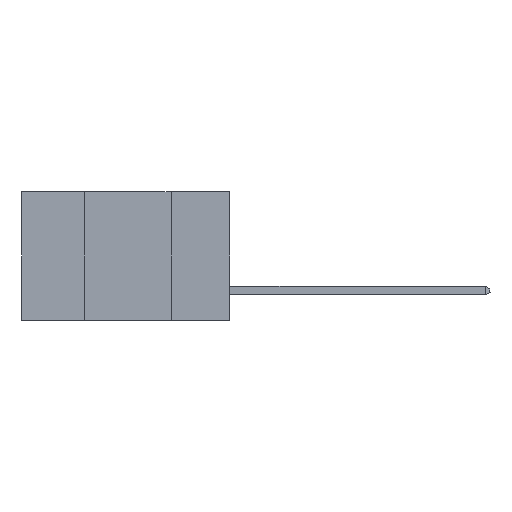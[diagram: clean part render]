
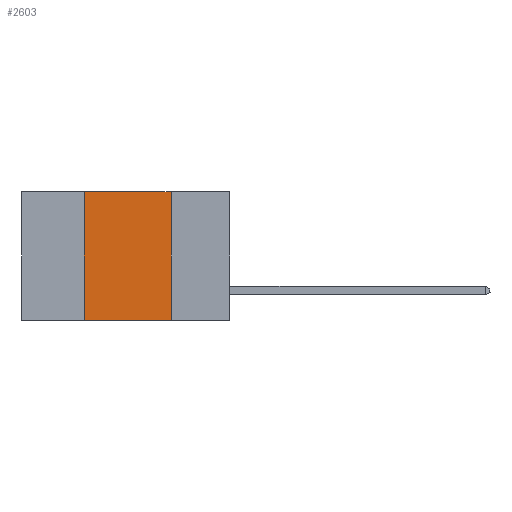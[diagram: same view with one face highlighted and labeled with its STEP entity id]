
A CAD part, left-side view. The second image highlights one B-rep face of the part: STEP entity #2603.
In plain terms, the highlighted planar face has unit normal (-1, 0, 0).
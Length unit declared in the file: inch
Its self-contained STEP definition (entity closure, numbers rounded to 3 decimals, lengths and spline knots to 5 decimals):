
#90 = EDGE_CURVE ( 'NONE', #3193, #7905, #17366, .T. ) ;
#885 = CARTESIAN_POINT ( 'NONE',  ( 0., 0.6, 0. ) ) ;
#1389 = DIRECTION ( 'NONE',  ( 0., 0., -1. ) ) ;
#1442 = ORIENTED_EDGE ( 'NONE', *, *, #12848, .F. ) ;
#1782 = ORIENTED_EDGE ( 'NONE', *, *, #2306, .F. ) ;
#2299 = CARTESIAN_POINT ( 'NONE',  ( 0., 0.42, -0.37 ) ) ;
#2306 = EDGE_CURVE ( 'NONE', #7905, #15013, #11500, .T. ) ;
#2528 = DIRECTION ( 'NONE',  ( 0., -1., 0. ) ) ;
#2603 = ADVANCED_FACE ( 'NONE', ( #9254 ), #3913, .F. ) ;
#3193 = VERTEX_POINT ( 'NONE', #15355 ) ;
#3913 = PLANE ( 'NONE',  #15522 ) ;
#4584 = CARTESIAN_POINT ( 'NONE',  ( 0., 0.17, 0. ) ) ;
#6092 = VERTEX_POINT ( 'NONE', #2299 ) ;
#7905 = VERTEX_POINT ( 'NONE', #16907 ) ;
#8091 = EDGE_LOOP ( 'NONE', ( #1782, #18316, #1442, #15207 ) ) ;
#8518 = CARTESIAN_POINT ( 'NONE',  ( 0., 0.6, 0. ) ) ;
#9254 = FACE_OUTER_BOUND ( 'NONE', #8091, .T. ) ;
#9935 = DIRECTION ( 'NONE',  ( 0., 0., 1. ) ) ;
#10124 = DIRECTION ( 'NONE',  ( 0., 0., -1. ) ) ;
#10508 = VECTOR ( 'NONE', #1389, 39.37008 ) ;
#11500 = LINE ( 'NONE', #4584, #10508 ) ;
#11914 = EDGE_CURVE ( 'NONE', #6092, #15013, #16612, .T. ) ;
#12604 = VECTOR ( 'NONE', #2528, 39.37008 ) ;
#12848 = EDGE_CURVE ( 'NONE', #6092, #3193, #13301, .T. ) ;
#13301 = LINE ( 'NONE', #19387, #18585 ) ;
#14363 = CARTESIAN_POINT ( 'NONE',  ( 0., 0.17, -0.37 ) ) ;
#15013 = VERTEX_POINT ( 'NONE', #14363 ) ;
#15090 = DIRECTION ( 'NONE',  ( 1., 0., 0. ) ) ;
#15118 = VECTOR ( 'NONE', #18804, 39.37008 ) ;
#15207 = ORIENTED_EDGE ( 'NONE', *, *, #11914, .T. ) ;
#15355 = CARTESIAN_POINT ( 'NONE',  ( 0., 0.42, 0. ) ) ;
#15522 = AXIS2_PLACEMENT_3D ( 'NONE', #8518, #15090, #10124 ) ;
#16612 = LINE ( 'NONE', #17111, #15118 ) ;
#16907 = CARTESIAN_POINT ( 'NONE',  ( 0., 0.17, 0. ) ) ;
#17111 = CARTESIAN_POINT ( 'NONE',  ( 0., 0.6, -0.37 ) ) ;
#17366 = LINE ( 'NONE', #885, #12604 ) ;
#18316 = ORIENTED_EDGE ( 'NONE', *, *, #90, .F. ) ;
#18585 = VECTOR ( 'NONE', #9935, 39.37008 ) ;
#18804 = DIRECTION ( 'NONE',  ( 0., -1., 0. ) ) ;
#19387 = CARTESIAN_POINT ( 'NONE',  ( 0., 0.42, 0. ) ) ;
